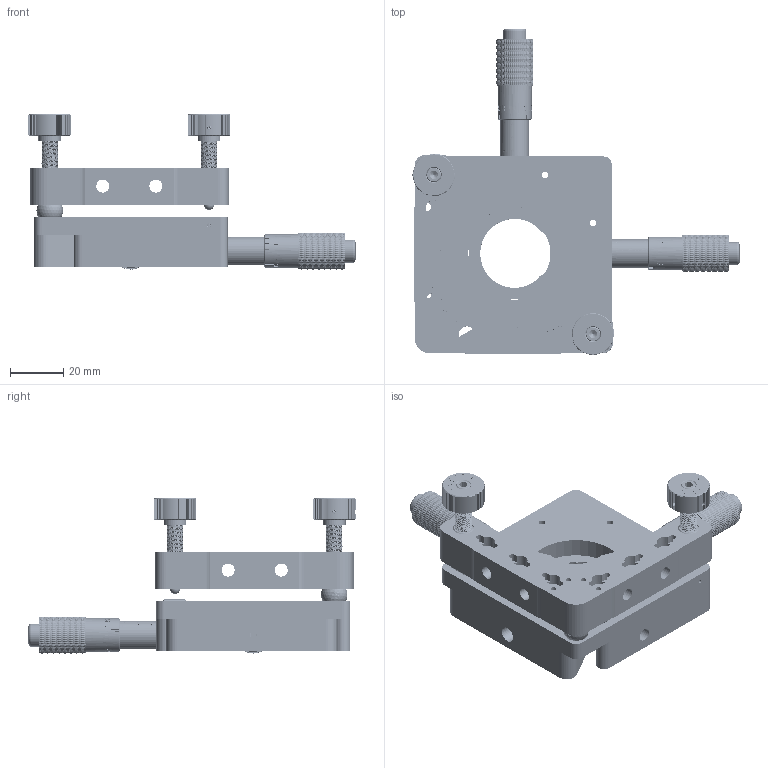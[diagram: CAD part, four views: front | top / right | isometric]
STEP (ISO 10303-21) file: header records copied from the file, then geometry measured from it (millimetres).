
FILE_DESCRIPTION(/* description */ (''),/* implementation_level */ '2;1');
FILE_NAME(/* name */ '02_2TSB-ZK15-MME.stp',/* time_stamp */ '2025-02-03T13:57:55+03:00',/* author */ ('asidnin'),/* organization */ (''),/* preprocessor_version */ 'ST-DEVELOPER v18',/* originating_system */ 'Autodesk Inventor 2020',/* authorisation */ '');
FILE_SCHEMA (('CONFIG_CONTROL_DESIGN'));
Products named in the file (18): ZK15; A01_002_Платформа 
Зю 20; A01_001_75x75_base_ЧПУ усил; Пятка конич 
Z-оправы; Пятка4х4; Ролик; Шар6; ZK15-MME; A01_004_XYtr мод 20 с микрометром; Пятка; Винт MS 15; Стержень MS 15; Направляющая 
MS 15; Ручка винта 
MS 15; FAS-B34; Втулка М6х0.
25; Ручка винта 
М6; Винт китай 
М6х32-02
Assembly tree (22 placements, depth 4):
  ZK15
    A01_002_Платформа 
Зю 20
    A01_001_75x75_base_ЧПУ усил
    Пятка конич 
Z-оправы  x2
    Пятка4х4
    Ролик  x2
    Шар6
    ZK15-MME
      A01_004_XYtr мод 20 с микрометром
      Пятка  x2
      Винт MS 15  x2
        Стержень MS 15
        Направляющая 
MS 15
        Ручка винта 
MS 15
    FAS-B34  x2
      Втулка М6х0.
25
      Ручка винта 
М6
      Винт китай 
М6х32-02
Bounding box: 123.19 x 123.19 x 58.45 mm (x, y, z)
Volume: 108474.1 mm3; surface area: 62687.9 mm2
Topology: 27 solids, 27 shells, 8425 faces, 25702 edges, 15923 vertices
Faces by surface type: plane 6747, cylinder 1012, bspline 612, cone 41, sphere 9, torus 4
Full cylindrical faces by diameter (mm): 1.5 x1, 1.567 x4, 2.01 x4, 2.013 x2, 2.1 x4, 2.459 x3, 2.5 x2, 3 x2, 3.1 x2, 3.4 x4, 4 x2, 4.917 x1, 4.92 x4, 5 x4, 5.459 x2, 5.5 x6, 6 x237, 6.5 x4, 8 x12, 8.5 x2, 8.66 x2, 9 x4, 9.5 x4, 10 x4, 11 x2, 12.7 x2, 35 x1
Entity records: 166094 total; most frequent: CARTESIAN_POINT 47306, ORIENTED_EDGE 26628, DIRECTION 21748, EDGE_CURVE 13314, LINE 10784, VECTOR 10784, VERTEX_POINT 8305, AXIS2_PLACEMENT_3D 5482
